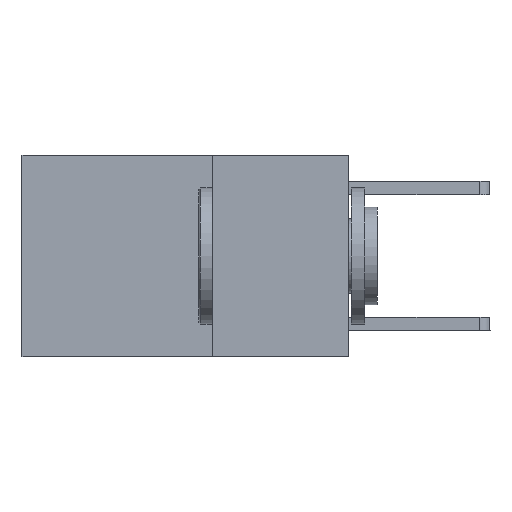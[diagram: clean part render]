
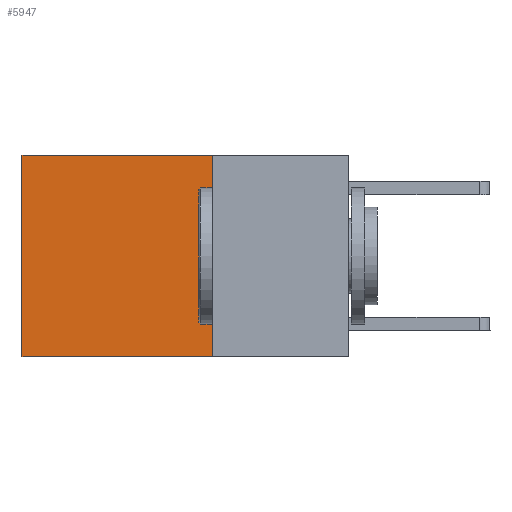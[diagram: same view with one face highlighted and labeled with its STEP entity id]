
A CAD part, left-side view. The second image highlights one B-rep face of the part: STEP entity #5947.
In plain terms, the highlighted planar face has unit normal (-1, 0, 0).
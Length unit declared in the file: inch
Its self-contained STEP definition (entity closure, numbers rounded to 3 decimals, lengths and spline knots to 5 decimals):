
#966 = VERTEX_POINT ( 'NONE', #6077 ) ;
#1661 = DIRECTION ( 'NONE',  ( 1., 0., 0. ) ) ;
#2473 = ORIENTED_EDGE ( 'NONE', *, *, #8285, .F. ) ;
#2668 = AXIS2_PLACEMENT_3D ( 'NONE', #6700, #1661, #7535 ) ;
#3200 = ORIENTED_EDGE ( 'NONE', *, *, #4343, .F. ) ;
#4176 = PLANE ( 'NONE',  #2668 ) ;
#4188 = EDGE_CURVE ( 'NONE', #7425, #6586, #7952, .T. ) ;
#4343 = EDGE_CURVE ( 'NONE', #966, #8418, #6158, .T. ) ;
#4845 = EDGE_CURVE ( 'NONE', #966, #7425, #6799, .T. ) ;
#4873 = CARTESIAN_POINT ( 'NONE',  ( 0.2625, 0.25, 0. ) ) ;
#5312 = CARTESIAN_POINT ( 'NONE',  ( 0.2625, 0.6, 0. ) ) ;
#5832 = LINE ( 'NONE', #6680, #9834 ) ;
#5947 = ADVANCED_FACE ( 'NONE', ( #6259 ), #4176, .F. ) ;
#5974 = CARTESIAN_POINT ( 'NONE',  ( 0.2625, 0.25, -0.37 ) ) ;
#6077 = CARTESIAN_POINT ( 'NONE',  ( 0.2625, 0.25, 0. ) ) ;
#6158 = LINE ( 'NONE', #9562, #10129 ) ;
#6259 = FACE_OUTER_BOUND ( 'NONE', #6384, .T. ) ;
#6384 = EDGE_LOOP ( 'NONE', ( #6843, #2473, #3200, #7469 ) ) ;
#6586 = VERTEX_POINT ( 'NONE', #7577 ) ;
#6680 = CARTESIAN_POINT ( 'NONE',  ( 0.2625, 0.25, -0.37 ) ) ;
#6700 = CARTESIAN_POINT ( 'NONE',  ( 0.2625, 0.25, 0. ) ) ;
#6799 = LINE ( 'NONE', #4873, #7055 ) ;
#6843 = ORIENTED_EDGE ( 'NONE', *, *, #4188, .T. ) ;
#7055 = VECTOR ( 'NONE', #7376, 39.37008 ) ;
#7376 = DIRECTION ( 'NONE',  ( 0., 1., 0. ) ) ;
#7425 = VERTEX_POINT ( 'NONE', #10320 ) ;
#7469 = ORIENTED_EDGE ( 'NONE', *, *, #4845, .T. ) ;
#7516 = DIRECTION ( 'NONE',  ( 0., 1., 0. ) ) ;
#7535 = DIRECTION ( 'NONE',  ( 0., 0., -1. ) ) ;
#7577 = CARTESIAN_POINT ( 'NONE',  ( 0.2625, 0.6, -0.37 ) ) ;
#7952 = LINE ( 'NONE', #5312, #9789 ) ;
#8014 = DIRECTION ( 'NONE',  ( 0., 0., -1. ) ) ;
#8285 = EDGE_CURVE ( 'NONE', #8418, #6586, #5832, .T. ) ;
#8418 = VERTEX_POINT ( 'NONE', #5974 ) ;
#8611 = DIRECTION ( 'NONE',  ( 0., 0., -1. ) ) ;
#9562 = CARTESIAN_POINT ( 'NONE',  ( 0.2625, 0.25, 0. ) ) ;
#9789 = VECTOR ( 'NONE', #8611, 39.37008 ) ;
#9834 = VECTOR ( 'NONE', #7516, 39.37008 ) ;
#10129 = VECTOR ( 'NONE', #8014, 39.37008 ) ;
#10320 = CARTESIAN_POINT ( 'NONE',  ( 0.2625, 0.6, 0. ) ) ;
